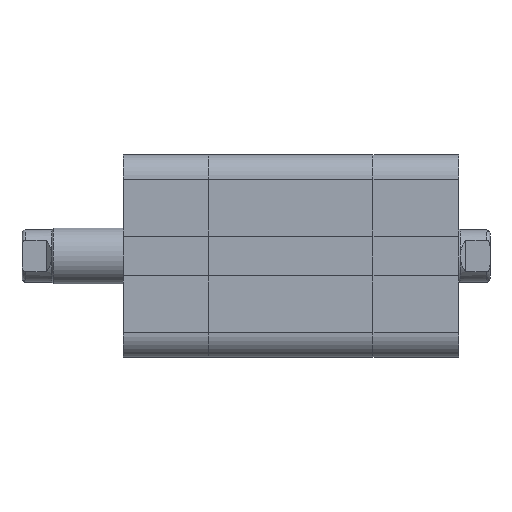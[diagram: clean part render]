
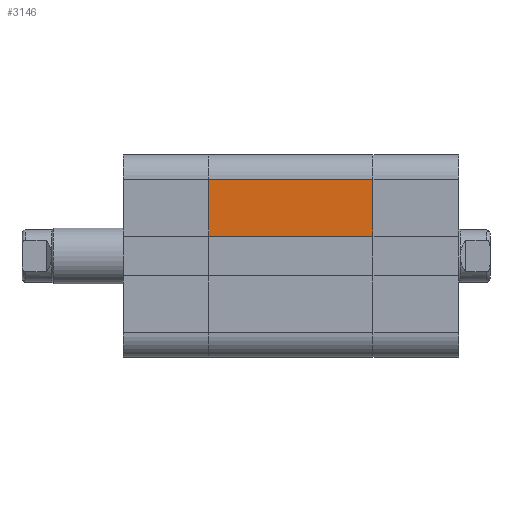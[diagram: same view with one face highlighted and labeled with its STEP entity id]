
A CAD part, front view. The second image highlights one B-rep face of the part: STEP entity #3146.
In plain terms, the highlighted planar face has unit normal (0, -1, 0).
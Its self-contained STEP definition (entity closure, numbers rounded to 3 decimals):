
#13 = CARTESIAN_POINT ( 'NONE',  ( -2.85, -14.5, -23.5 ) ) ;
#151 = CARTESIAN_POINT ( 'NONE',  ( -2.85, -14.5, 0. ) ) ;
#181 = CARTESIAN_POINT ( 'NONE',  ( -11., -14.5, 0. ) ) ;
#216 = CARTESIAN_POINT ( 'NONE',  ( -11., -14.5, -23.5 ) ) ;
#1438 = CARTESIAN_POINT ( 'NONE',  ( -11., -14.5, -23.5 ) ) ;
#1442 = DIRECTION ( 'NONE',  ( 0., 0., 1. ) ) ;
#1458 = CARTESIAN_POINT ( 'NONE',  ( -11., -14.5, 0. ) ) ;
#1460 = CARTESIAN_POINT ( 'NONE',  ( -2.85, -14.5, -23.5 ) ) ;
#1461 = DIRECTION ( 'NONE',  ( 1., 0., 0. ) ) ;
#1462 = CARTESIAN_POINT ( 'NONE',  ( -11., -14.5, -23.5 ) ) ;
#1464 = DIRECTION ( 'NONE',  ( 0., 0., 1. ) ) ;
#1466 = DIRECTION ( 'NONE',  ( 1., 0., 0. ) ) ;
#1847 = VERTEX_POINT ( 'NONE', #181 ) ;
#1902 = VERTEX_POINT ( 'NONE', #13 ) ;
#1929 = VERTEX_POINT ( 'NONE', #216 ) ;
#2060 = VERTEX_POINT ( 'NONE', #151 ) ;
#2147 = DIRECTION ( 'NONE',  ( 0., 0., -1. ) ) ;
#2148 = DIRECTION ( 'NONE',  ( 0., -1., 0. ) ) ;
#2153 = PLANE ( 'NONE',  #3924 ) ;
#2154 = CARTESIAN_POINT ( 'NONE',  ( -11., -14.5, -23.5 ) ) ;
#2515 = ORIENTED_EDGE ( 'NONE', *, *, #3713, .T. ) ;
#2516 = ORIENTED_EDGE ( 'NONE', *, *, #3712, .F. ) ;
#2517 = ORIENTED_EDGE ( 'NONE', *, *, #3703, .F. ) ;
#2518 = ORIENTED_EDGE ( 'NONE', *, *, #3714, .T. ) ;
#3146 = ADVANCED_FACE ( 'NONE', ( #4659 ), #2153, .T. ) ;
#3703 = EDGE_CURVE ( 'NONE', #1929, #1847, #5345, .T. ) ;
#3712 = EDGE_CURVE ( 'NONE', #1847, #2060, #5366, .T. ) ;
#3713 = EDGE_CURVE ( 'NONE', #1902, #2060, #5349, .T. ) ;
#3714 = EDGE_CURVE ( 'NONE', #1929, #1902, #5370, .T. ) ;
#3924 = AXIS2_PLACEMENT_3D ( 'NONE', #2154, #2148, #2147 ) ;
#4659 = FACE_OUTER_BOUND ( 'NONE', #5578, .T. ) ;
#5345 = LINE ( 'NONE', #1438, #5355 ) ;
#5349 = LINE ( 'NONE', #1460, #5373 ) ;
#5355 = VECTOR ( 'NONE', #1442, 1000. ) ;
#5366 = LINE ( 'NONE', #1458, #5371 ) ;
#5370 = LINE ( 'NONE', #1462, #5375 ) ;
#5371 = VECTOR ( 'NONE', #1461, 1000. ) ;
#5373 = VECTOR ( 'NONE', #1464, 1000. ) ;
#5375 = VECTOR ( 'NONE', #1466, 1000. ) ;
#5578 = EDGE_LOOP ( 'NONE', ( #2515, #2516, #2517, #2518 ) ) ;
